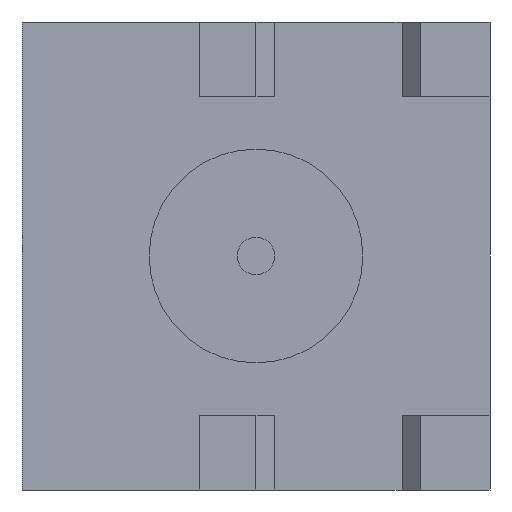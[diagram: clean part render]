
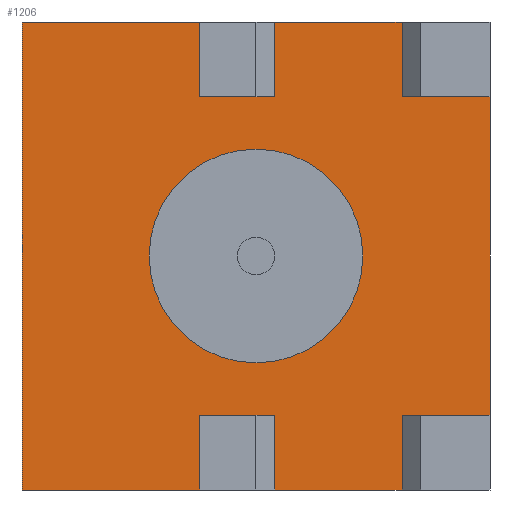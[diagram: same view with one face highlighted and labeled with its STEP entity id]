
A CAD part, left-side view. The second image highlights one B-rep face of the part: STEP entity #1206.
In plain terms, the highlighted planar face has unit normal (-1, 0, 0).
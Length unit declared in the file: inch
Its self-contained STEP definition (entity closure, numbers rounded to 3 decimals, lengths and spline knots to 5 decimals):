
#11 = AXIS2_PLACEMENT_3D ( 'NONE', #710, #16, #1057 ) ;
#15 = VECTOR ( 'NONE', #764, 39.37008 ) ;
#16 = DIRECTION ( 'NONE',  ( -1., 0., 0. ) ) ;
#17 = EDGE_CURVE ( 'NONE', #450, #426, #800, .T. ) ;
#42 = CARTESIAN_POINT ( 'NONE',  ( -0.065, -0.125, 0.085 ) ) ;
#43 = VERTEX_POINT ( 'NONE', #358 ) ;
#47 = DIRECTION ( 'NONE',  ( 0., 0., 1. ) ) ;
#60 = CARTESIAN_POINT ( 'NONE',  ( -0.065, -0.01, -0.085 ) ) ;
#67 = VERTEX_POINT ( 'NONE', #198 ) ;
#79 = CARTESIAN_POINT ( 'NONE',  ( -0.065, -0.01, -0.125 ) ) ;
#85 = DIRECTION ( 'NONE',  ( 0., -1., 0. ) ) ;
#88 = FACE_BOUND ( 'NONE', #453, .T. ) ;
#89 = CARTESIAN_POINT ( 'NONE',  ( -0.065, -0.01, 0.085 ) ) ;
#90 = ORIENTED_EDGE ( 'NONE', *, *, #117, .F. ) ;
#100 = VECTOR ( 'NONE', #107, 39.37008 ) ;
#107 = DIRECTION ( 'NONE',  ( 0., 0., 1. ) ) ;
#113 = EDGE_LOOP ( 'NONE', ( #359, #433, #849, #476, #313, #1353, #255, #1135, #394, #569, #371, #1079, #1267, #210, #907, #1158 ) ) ;
#117 = EDGE_CURVE ( 'NONE', #235, #235, #437, .T. ) ;
#133 = CARTESIAN_POINT ( 'NONE',  ( -0.065, -0.078, -0.085 ) ) ;
#138 = DIRECTION ( 'NONE',  ( 0., 1., 0. ) ) ;
#140 = EDGE_CURVE ( 'NONE', #192, #944, #761, .T. ) ;
#154 = DIRECTION ( 'NONE',  ( 0., 1., 0. ) ) ;
#166 = VECTOR ( 'NONE', #1347, 39.37008 ) ;
#169 = CARTESIAN_POINT ( 'NONE',  ( -0.065, -0.125, -0.085 ) ) ;
#178 = VERTEX_POINT ( 'NONE', #1066 ) ;
#192 = VERTEX_POINT ( 'NONE', #660 ) ;
#198 = CARTESIAN_POINT ( 'NONE',  ( -0.065, -0.078, 0.085 ) ) ;
#202 = DIRECTION ( 'NONE',  ( 0., 1., 0. ) ) ;
#208 = LINE ( 'NONE', #1161, #644 ) ;
#210 = ORIENTED_EDGE ( 'NONE', *, *, #560, .T. ) ;
#214 = CARTESIAN_POINT ( 'NONE',  ( -0.065, -0.078, -0.125 ) ) ;
#221 = CARTESIAN_POINT ( 'NONE',  ( -0.065, 0.125, 0.125 ) ) ;
#225 = CARTESIAN_POINT ( 'NONE',  ( -0.065, 0., 0.0571 ) ) ;
#235 = VERTEX_POINT ( 'NONE', #225 ) ;
#240 = CARTESIAN_POINT ( 'NONE',  ( -0.065, -0.125, 0.125 ) ) ;
#255 = ORIENTED_EDGE ( 'NONE', *, *, #1012, .F. ) ;
#269 = DIRECTION ( 'NONE',  ( 0., -1., 0. ) ) ;
#296 = VECTOR ( 'NONE', #85, 39.37008 ) ;
#299 = DIRECTION ( 'NONE',  ( 0., 0., -1. ) ) ;
#310 = EDGE_CURVE ( 'NONE', #426, #942, #1373, .T. ) ;
#313 = ORIENTED_EDGE ( 'NONE', *, *, #140, .F. ) ;
#323 = CARTESIAN_POINT ( 'NONE',  ( -0.065, 0., 0. ) ) ;
#341 = VECTOR ( 'NONE', #860, 39.37008 ) ;
#358 = CARTESIAN_POINT ( 'NONE',  ( -0.065, -0.078, 0.125 ) ) ;
#359 = ORIENTED_EDGE ( 'NONE', *, *, #386, .F. ) ;
#371 = ORIENTED_EDGE ( 'NONE', *, *, #719, .T. ) ;
#386 = EDGE_CURVE ( 'NONE', #450, #1248, #511, .T. ) ;
#394 = ORIENTED_EDGE ( 'NONE', *, *, #578, .F. ) ;
#422 = LINE ( 'NONE', #626, #341 ) ;
#426 = VERTEX_POINT ( 'NONE', #221 ) ;
#433 = ORIENTED_EDGE ( 'NONE', *, *, #17, .T. ) ;
#435 = VECTOR ( 'NONE', #1302, 39.37008 ) ;
#437 = CIRCLE ( 'NONE', #11, 0.0571 ) ;
#450 = VERTEX_POINT ( 'NONE', #862 ) ;
#453 = EDGE_LOOP ( 'NONE', ( #90 ) ) ;
#459 = LINE ( 'NONE', #677, #1004 ) ;
#476 = ORIENTED_EDGE ( 'NONE', *, *, #1266, .T. ) ;
#486 = VECTOR ( 'NONE', #1076, 39.37008 ) ;
#489 = VERTEX_POINT ( 'NONE', #60 ) ;
#491 = LINE ( 'NONE', #938, #681 ) ;
#511 = LINE ( 'NONE', #591, #1177 ) ;
#519 = VECTOR ( 'NONE', #138, 39.37008 ) ;
#528 = CARTESIAN_POINT ( 'NONE',  ( -0.065, 0.03, 0.085 ) ) ;
#545 = CARTESIAN_POINT ( 'NONE',  ( -0.065, -0.01, 0.125 ) ) ;
#550 = CARTESIAN_POINT ( 'NONE',  ( -0.065, 0.03, -0.125 ) ) ;
#556 = LINE ( 'NONE', #680, #519 ) ;
#560 = EDGE_CURVE ( 'NONE', #43, #778, #422, .T. ) ;
#569 = ORIENTED_EDGE ( 'NONE', *, *, #579, .F. ) ;
#578 = EDGE_CURVE ( 'NONE', #978, #178, #751, .T. ) ;
#579 = EDGE_CURVE ( 'NONE', #1368, #978, #556, .T. ) ;
#591 = CARTESIAN_POINT ( 'NONE',  ( -0.065, 0.03, 0.125 ) ) ;
#624 = LINE ( 'NONE', #844, #1247 ) ;
#625 = LINE ( 'NONE', #1050, #296 ) ;
#626 = CARTESIAN_POINT ( 'NONE',  ( -0.065, -0.125, 0.125 ) ) ;
#627 = FACE_OUTER_BOUND ( 'NONE', #113, .T. ) ;
#644 = VECTOR ( 'NONE', #955, 39.37008 ) ;
#660 = CARTESIAN_POINT ( 'NONE',  ( -0.065, 0.03, -0.085 ) ) ;
#666 = EDGE_CURVE ( 'NONE', #67, #695, #625, .T. ) ;
#677 = CARTESIAN_POINT ( 'NONE',  ( -0.065, -0.125, -0.125 ) ) ;
#680 = CARTESIAN_POINT ( 'NONE',  ( -0.065, -0.078, -0.085 ) ) ;
#681 = VECTOR ( 'NONE', #299, 39.37008 ) ;
#695 = VERTEX_POINT ( 'NONE', #42 ) ;
#710 = CARTESIAN_POINT ( 'NONE',  ( -0.065, 0., 0. ) ) ;
#719 = EDGE_CURVE ( 'NONE', #1368, #695, #459, .T. ) ;
#751 = LINE ( 'NONE', #214, #15 ) ;
#752 = LINE ( 'NONE', #545, #100 ) ;
#761 = LINE ( 'NONE', #550, #486 ) ;
#764 = DIRECTION ( 'NONE',  ( 0., 0., -1. ) ) ;
#769 = VECTOR ( 'NONE', #1122, 39.37008 ) ;
#776 = LINE ( 'NONE', #1188, #435 ) ;
#778 = VERTEX_POINT ( 'NONE', #818 ) ;
#791 = CARTESIAN_POINT ( 'NONE',  ( -0.065, 0.125, -0.125 ) ) ;
#800 = LINE ( 'NONE', #240, #957 ) ;
#818 = CARTESIAN_POINT ( 'NONE',  ( -0.065, -0.01, 0.125 ) ) ;
#827 = VERTEX_POINT ( 'NONE', #89 ) ;
#832 = CARTESIAN_POINT ( 'NONE',  ( -0.065, 0.03, 0.085 ) ) ;
#844 = CARTESIAN_POINT ( 'NONE',  ( -0.065, -0.125, -0.125 ) ) ;
#849 = ORIENTED_EDGE ( 'NONE', *, *, #310, .T. ) ;
#860 = DIRECTION ( 'NONE',  ( 0., 1., 0. ) ) ;
#862 = CARTESIAN_POINT ( 'NONE',  ( -0.065, 0.03, 0.125 ) ) ;
#891 = CARTESIAN_POINT ( 'NONE',  ( -0.065, 0.03, -0.125 ) ) ;
#907 = ORIENTED_EDGE ( 'NONE', *, *, #1227, .F. ) ;
#919 = CARTESIAN_POINT ( 'NONE',  ( -0.065, -0.125, -0.125 ) ) ;
#925 = LINE ( 'NONE', #832, #1170 ) ;
#938 = CARTESIAN_POINT ( 'NONE',  ( -0.065, -0.078, 0.125 ) ) ;
#942 = VERTEX_POINT ( 'NONE', #791 ) ;
#944 = VERTEX_POINT ( 'NONE', #891 ) ;
#955 = DIRECTION ( 'NONE',  ( 0., 1., 0. ) ) ;
#957 = VECTOR ( 'NONE', #154, 39.37008 ) ;
#978 = VERTEX_POINT ( 'NONE', #133 ) ;
#1004 = VECTOR ( 'NONE', #47, 39.37008 ) ;
#1012 = EDGE_CURVE ( 'NONE', #1110, #489, #776, .T. ) ;
#1050 = CARTESIAN_POINT ( 'NONE',  ( -0.065, -0.078, 0.085 ) ) ;
#1051 = DIRECTION ( 'NONE',  ( 1., 0., 0. ) ) ;
#1057 = DIRECTION ( 'NONE',  ( 0., 0., 1. ) ) ;
#1065 = PLANE ( 'NONE',  #1382 ) ;
#1066 = CARTESIAN_POINT ( 'NONE',  ( -0.065, -0.078, -0.125 ) ) ;
#1076 = DIRECTION ( 'NONE',  ( 0., 0., -1. ) ) ;
#1079 = ORIENTED_EDGE ( 'NONE', *, *, #666, .F. ) ;
#1110 = VERTEX_POINT ( 'NONE', #79 ) ;
#1112 = EDGE_CURVE ( 'NONE', #43, #67, #491, .T. ) ;
#1118 = EDGE_CURVE ( 'NONE', #1248, #827, #925, .T. ) ;
#1121 = LINE ( 'NONE', #919, #166 ) ;
#1122 = DIRECTION ( 'NONE',  ( 0., 0., -1. ) ) ;
#1135 = ORIENTED_EDGE ( 'NONE', *, *, #1149, .T. ) ;
#1149 = EDGE_CURVE ( 'NONE', #1110, #178, #1121, .T. ) ;
#1158 = ORIENTED_EDGE ( 'NONE', *, *, #1118, .F. ) ;
#1161 = CARTESIAN_POINT ( 'NONE',  ( -0.065, 0.03, -0.085 ) ) ;
#1163 = EDGE_CURVE ( 'NONE', #489, #192, #208, .T. ) ;
#1170 = VECTOR ( 'NONE', #269, 39.37008 ) ;
#1177 = VECTOR ( 'NONE', #1234, 39.37008 ) ;
#1188 = CARTESIAN_POINT ( 'NONE',  ( -0.065, -0.01, -0.125 ) ) ;
#1206 = ADVANCED_FACE ( 'NONE', ( #88, #627 ), #1065, .F. ) ;
#1227 = EDGE_CURVE ( 'NONE', #827, #778, #752, .T. ) ;
#1234 = DIRECTION ( 'NONE',  ( 0., 0., -1. ) ) ;
#1247 = VECTOR ( 'NONE', #1269, 39.37008 ) ;
#1248 = VERTEX_POINT ( 'NONE', #528 ) ;
#1266 = EDGE_CURVE ( 'NONE', #942, #944, #624, .T. ) ;
#1267 = ORIENTED_EDGE ( 'NONE', *, *, #1112, .F. ) ;
#1269 = DIRECTION ( 'NONE',  ( 0., -1., 0. ) ) ;
#1302 = DIRECTION ( 'NONE',  ( 0., 0., 1. ) ) ;
#1347 = DIRECTION ( 'NONE',  ( 0., -1., 0. ) ) ;
#1353 = ORIENTED_EDGE ( 'NONE', *, *, #1163, .F. ) ;
#1356 = CARTESIAN_POINT ( 'NONE',  ( -0.065, 0.125, -0.125 ) ) ;
#1368 = VERTEX_POINT ( 'NONE', #169 ) ;
#1373 = LINE ( 'NONE', #1356, #769 ) ;
#1382 = AXIS2_PLACEMENT_3D ( 'NONE', #323, #1051, #202 ) ;
